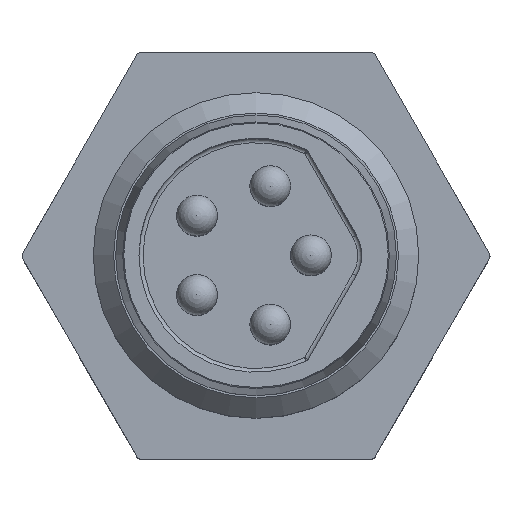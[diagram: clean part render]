
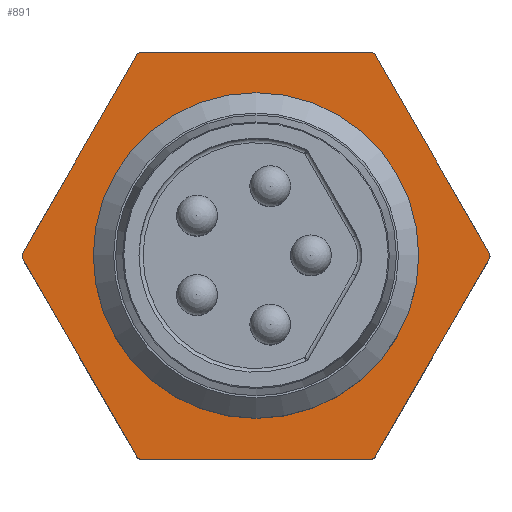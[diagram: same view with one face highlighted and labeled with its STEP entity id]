
A CAD part, top view. The second image highlights one B-rep face of the part: STEP entity #891.
In plain terms, the highlighted planar face has unit normal (0, 0, 1).
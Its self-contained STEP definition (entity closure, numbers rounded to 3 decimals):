
#678=LINE('',#3759,#759);
#679=LINE('',#3763,#760);
#680=LINE('',#3767,#761);
#681=LINE('',#3771,#762);
#682=LINE('',#3775,#763);
#683=LINE('',#3779,#764);
#759=VECTOR('',#3047,1.);
#760=VECTOR('',#3050,1.);
#761=VECTOR('',#3053,1.);
#762=VECTOR('',#3056,1.);
#763=VECTOR('',#3059,1.);
#764=VECTOR('',#3062,1.);
#841=PLANE('',#2723);
#891=ADVANCED_FACE('',(#1114,#1115),#841,.F.);
#1114=FACE_BOUND('',#1284,.T.);
#1115=FACE_BOUND('',#1285,.T.);
#1284=EDGE_LOOP('',(#1529));
#1285=EDGE_LOOP('',(#1530,#1531,#1532,#1533,#1534,#1535,#1536,#1537,#1538,
#1539,#1540,#1541));
#1529=ORIENTED_EDGE('',*,*,#2279,.T.);
#1530=ORIENTED_EDGE('',*,*,#2280,.F.);
#1531=ORIENTED_EDGE('',*,*,#2281,.T.);
#1532=ORIENTED_EDGE('',*,*,#2282,.F.);
#1533=ORIENTED_EDGE('',*,*,#2283,.T.);
#1534=ORIENTED_EDGE('',*,*,#2284,.F.);
#1535=ORIENTED_EDGE('',*,*,#2285,.T.);
#1536=ORIENTED_EDGE('',*,*,#2286,.F.);
#1537=ORIENTED_EDGE('',*,*,#2287,.F.);
#1538=ORIENTED_EDGE('',*,*,#2288,.F.);
#1539=ORIENTED_EDGE('',*,*,#2289,.F.);
#1540=ORIENTED_EDGE('',*,*,#2290,.F.);
#1541=ORIENTED_EDGE('',*,*,#2291,.F.);
#2075=VERTEX_POINT('',#3755);
#2076=VERTEX_POINT('',#3757);
#2077=VERTEX_POINT('',#3758);
#2078=VERTEX_POINT('',#3760);
#2079=VERTEX_POINT('',#3762);
#2080=VERTEX_POINT('',#3764);
#2081=VERTEX_POINT('',#3766);
#2082=VERTEX_POINT('',#3768);
#2083=VERTEX_POINT('',#3770);
#2084=VERTEX_POINT('',#3772);
#2085=VERTEX_POINT('',#3774);
#2086=VERTEX_POINT('',#3776);
#2087=VERTEX_POINT('',#3778);
#2279=EDGE_CURVE('',#2075,#2075,#2552,.T.);
#2280=EDGE_CURVE('',#2076,#2077,#2553,.T.);
#2281=EDGE_CURVE('',#2076,#2078,#678,.T.);
#2282=EDGE_CURVE('',#2079,#2078,#2554,.T.);
#2283=EDGE_CURVE('',#2079,#2080,#679,.T.);
#2284=EDGE_CURVE('',#2081,#2080,#2555,.T.);
#2285=EDGE_CURVE('',#2081,#2082,#680,.T.);
#2286=EDGE_CURVE('',#2083,#2082,#2556,.T.);
#2287=EDGE_CURVE('',#2084,#2083,#681,.T.);
#2288=EDGE_CURVE('',#2085,#2084,#2557,.T.);
#2289=EDGE_CURVE('',#2086,#2085,#682,.T.);
#2290=EDGE_CURVE('',#2087,#2086,#2558,.T.);
#2291=EDGE_CURVE('',#2077,#2087,#683,.T.);
#2552=CIRCLE('',#2716,3.45);
#2553=CIRCLE('',#2717,5.75);
#2554=CIRCLE('',#2718,5.75);
#2555=CIRCLE('',#2719,5.75);
#2556=CIRCLE('',#2720,5.75);
#2557=CIRCLE('',#2721,5.75);
#2558=CIRCLE('',#2722,5.75);
#2716=AXIS2_PLACEMENT_3D('',#3754,#3043,#3044);
#2717=AXIS2_PLACEMENT_3D('',#3756,#3045,#3046);
#2718=AXIS2_PLACEMENT_3D('',#3761,#3048,#3049);
#2719=AXIS2_PLACEMENT_3D('',#3765,#3051,#3052);
#2720=AXIS2_PLACEMENT_3D('',#3769,#3054,#3055);
#2721=AXIS2_PLACEMENT_3D('',#3773,#3057,#3058);
#2722=AXIS2_PLACEMENT_3D('',#3777,#3060,#3061);
#2723=AXIS2_PLACEMENT_3D('',#3780,#3063,#3064);
#3043=DIRECTION('',(0.,0.,-1.));
#3044=DIRECTION('',(-1.,0.,0.));
#3045=DIRECTION('',(0.,0.,-1.));
#3046=DIRECTION('',(0.,-1.,0.));
#3047=DIRECTION('',(0.5,-0.866,0.));
#3048=DIRECTION('',(0.,0.,-1.));
#3049=DIRECTION('',(0.,-1.,0.));
#3050=DIRECTION('',(1.,0.,0.));
#3051=DIRECTION('',(0.,0.,-1.));
#3052=DIRECTION('',(0.,-1.,0.));
#3053=DIRECTION('',(0.5,0.866,0.));
#3054=DIRECTION('',(0.,0.,-1.));
#3055=DIRECTION('',(0.,-1.,0.));
#3056=DIRECTION('',(0.5,-0.866,0.));
#3057=DIRECTION('',(0.,0.,-1.));
#3058=DIRECTION('',(0.,-1.,0.));
#3059=DIRECTION('',(1.,0.,0.));
#3060=DIRECTION('',(0.,0.,-1.));
#3061=DIRECTION('',(0.,-1.,0.));
#3062=DIRECTION('',(0.5,0.866,0.));
#3063=DIRECTION('',(0.,0.,-1.));
#3064=DIRECTION('',(0.,-1.,0.));
#3754=CARTESIAN_POINT('',(-230.,10.,0.));
#3755=CARTESIAN_POINT('',(-233.45,10.,0.));
#3756=CARTESIAN_POINT('',(-230.,10.,0.));
#3757=CARTESIAN_POINT('',(-235.75,9.959,0.));
#3758=CARTESIAN_POINT('',(-235.75,10.041,0.));
#3759=CARTESIAN_POINT('',(-234.33,7.5,0.));
#3760=CARTESIAN_POINT('',(-232.91,5.041,0.));
#3761=CARTESIAN_POINT('',(-230.,10.,0.));
#3762=CARTESIAN_POINT('',(-232.839,5.,0.));
#3763=CARTESIAN_POINT('',(-230.,5.,0.));
#3764=CARTESIAN_POINT('',(-227.161,5.,0.));
#3765=CARTESIAN_POINT('',(-230.,10.,0.));
#3766=CARTESIAN_POINT('',(-227.09,5.041,0.));
#3767=CARTESIAN_POINT('',(-225.67,7.5,0.));
#3768=CARTESIAN_POINT('',(-224.25,9.959,0.));
#3769=CARTESIAN_POINT('',(-230.,10.,0.));
#3770=CARTESIAN_POINT('',(-224.25,10.041,0.));
#3771=CARTESIAN_POINT('',(-225.67,12.5,0.));
#3772=CARTESIAN_POINT('',(-227.09,14.959,0.));
#3773=CARTESIAN_POINT('',(-230.,10.,0.));
#3774=CARTESIAN_POINT('',(-227.161,15.,0.));
#3775=CARTESIAN_POINT('',(-230.,15.,0.));
#3776=CARTESIAN_POINT('',(-232.839,15.,0.));
#3777=CARTESIAN_POINT('',(-230.,10.,0.));
#3778=CARTESIAN_POINT('',(-232.91,14.959,0.));
#3779=CARTESIAN_POINT('',(-234.33,12.5,0.));
#3780=CARTESIAN_POINT('',(-230.,10.,0.));
